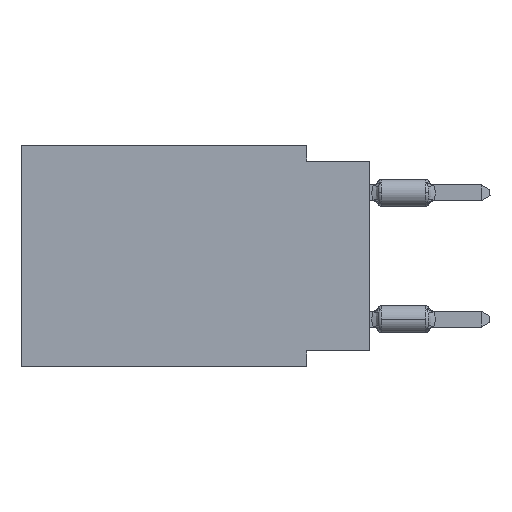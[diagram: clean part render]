
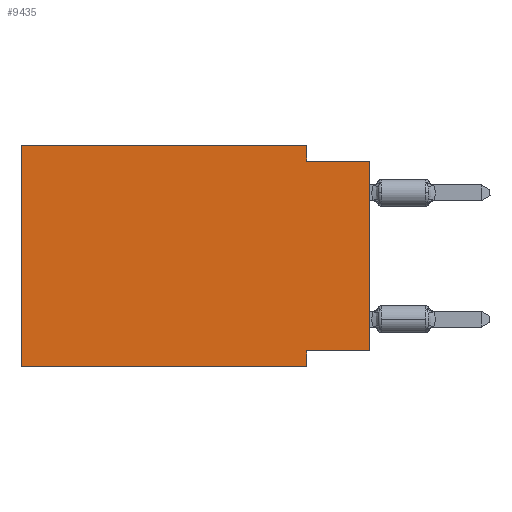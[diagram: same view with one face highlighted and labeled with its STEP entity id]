
A CAD part, left-side view. The second image highlights one B-rep face of the part: STEP entity #9435.
In plain terms, the highlighted planar face has unit normal (-1, 0, 0).
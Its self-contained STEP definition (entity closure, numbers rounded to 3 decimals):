
#444 = CARTESIAN_POINT ( 'NONE',  ( 0., 2.54, -8.89 ) ) ;
#486 = CARTESIAN_POINT ( 'NONE',  ( 0., 2.54, 0. ) ) ;
#728 = DIRECTION ( 'NONE',  ( 0., 0., -1. ) ) ;
#958 = LINE ( 'NONE', #4714, #17246 ) ;
#1753 = CARTESIAN_POINT ( 'NONE',  ( 0., 2.54, 0. ) ) ;
#1777 = VERTEX_POINT ( 'NONE', #27215 ) ;
#2455 = LINE ( 'NONE', #10644, #12822 ) ;
#3086 = CARTESIAN_POINT ( 'NONE',  ( 0., 13.97, 0. ) ) ;
#3569 = DIRECTION ( 'NONE',  ( 0., 0., 1. ) ) ;
#4332 = VERTEX_POINT ( 'NONE', #1753 ) ;
#4714 = CARTESIAN_POINT ( 'NONE',  ( 0., 2.54, -8.89 ) ) ;
#4860 = EDGE_CURVE ( 'NONE', #27261, #23674, #958, .T. ) ;
#4912 = EDGE_LOOP ( 'NONE', ( #14995, #17015, #18860, #9133, #20636, #21569, #5191, #19645 ) ) ;
#5191 = ORIENTED_EDGE ( 'NONE', *, *, #4860, .F. ) ;
#5226 = VERTEX_POINT ( 'NONE', #14665 ) ;
#5343 = VERTEX_POINT ( 'NONE', #24066 ) ;
#5424 = CARTESIAN_POINT ( 'NONE',  ( 0., 13.97, -8.89 ) ) ;
#6324 = DIRECTION ( 'NONE',  ( 0., 0., 1. ) ) ;
#6367 = VERTEX_POINT ( 'NONE', #3086 ) ;
#7205 = EDGE_CURVE ( 'NONE', #1777, #6367, #2455, .T. ) ;
#7305 = CARTESIAN_POINT ( 'NONE',  ( 0., 0., 0. ) ) ;
#8120 = CARTESIAN_POINT ( 'NONE',  ( 0., 0., -0.635 ) ) ;
#8431 = DIRECTION ( 'NONE',  ( 0., -1., 0. ) ) ;
#9133 = ORIENTED_EDGE ( 'NONE', *, *, #13048, .F. ) ;
#9435 = ADVANCED_FACE ( 'NONE', ( #19844 ), #11128, .F. ) ;
#10340 = EDGE_CURVE ( 'NONE', #24147, #5343, #26423, .T. ) ;
#10644 = CARTESIAN_POINT ( 'NONE',  ( 0., 13.97, 0. ) ) ;
#10647 = DIRECTION ( 'NONE',  ( 0., 1., 0. ) ) ;
#11128 = PLANE ( 'NONE',  #25759 ) ;
#11382 = DIRECTION ( 'NONE',  ( 0., -1., 0. ) ) ;
#12305 = VECTOR ( 'NONE', #11382, 1000. ) ;
#12822 = VECTOR ( 'NONE', #6324, 1000. ) ;
#12946 = LINE ( 'NONE', #486, #19190 ) ;
#13048 = EDGE_CURVE ( 'NONE', #6367, #4332, #23667, .T. ) ;
#13737 = LINE ( 'NONE', #5424, #12305 ) ;
#14440 = VECTOR ( 'NONE', #10647, 1000. ) ;
#14495 = LINE ( 'NONE', #8120, #20930 ) ;
#14665 = CARTESIAN_POINT ( 'NONE',  ( 0., 2.54, -0.635 ) ) ;
#14995 = ORIENTED_EDGE ( 'NONE', *, *, #10340, .T. ) ;
#16848 = DIRECTION ( 'NONE',  ( 0., -1., 0. ) ) ;
#17015 = ORIENTED_EDGE ( 'NONE', *, *, #25909, .F. ) ;
#17246 = VECTOR ( 'NONE', #25774, 1000. ) ;
#18048 = DIRECTION ( 'NONE',  ( 1., 0., 0. ) ) ;
#18752 = VECTOR ( 'NONE', #8431, 1000. ) ;
#18860 = ORIENTED_EDGE ( 'NONE', *, *, #26832, .F. ) ;
#19094 = LINE ( 'NONE', #25195, #14440 ) ;
#19190 = VECTOR ( 'NONE', #21947, 1000. ) ;
#19645 = ORIENTED_EDGE ( 'NONE', *, *, #25478, .F. ) ;
#19803 = CARTESIAN_POINT ( 'NONE',  ( 0., 2.54, -8.255 ) ) ;
#19844 = FACE_OUTER_BOUND ( 'NONE', #4912, .T. ) ;
#20354 = CARTESIAN_POINT ( 'NONE',  ( 0., 0., -8.255 ) ) ;
#20636 = ORIENTED_EDGE ( 'NONE', *, *, #7205, .F. ) ;
#20930 = VECTOR ( 'NONE', #16848, 1000. ) ;
#21569 = ORIENTED_EDGE ( 'NONE', *, *, #21970, .T. ) ;
#21947 = DIRECTION ( 'NONE',  ( 0., 0., -1. ) ) ;
#21970 = EDGE_CURVE ( 'NONE', #1777, #23674, #13737, .T. ) ;
#23255 = CARTESIAN_POINT ( 'NONE',  ( 0., 13.97, 0. ) ) ;
#23667 = LINE ( 'NONE', #23255, #18752 ) ;
#23674 = VERTEX_POINT ( 'NONE', #444 ) ;
#23868 = CARTESIAN_POINT ( 'NONE',  ( 0., 13.97, 0. ) ) ;
#24066 = CARTESIAN_POINT ( 'NONE',  ( 0., 0., -0.635 ) ) ;
#24147 = VERTEX_POINT ( 'NONE', #20354 ) ;
#25195 = CARTESIAN_POINT ( 'NONE',  ( 0., 0., -8.255 ) ) ;
#25478 = EDGE_CURVE ( 'NONE', #24147, #27261, #19094, .T. ) ;
#25759 = AXIS2_PLACEMENT_3D ( 'NONE', #23868, #18048, #728 ) ;
#25774 = DIRECTION ( 'NONE',  ( 0., 0., -1. ) ) ;
#25909 = EDGE_CURVE ( 'NONE', #5226, #5343, #14495, .T. ) ;
#26423 = LINE ( 'NONE', #7305, #26634 ) ;
#26634 = VECTOR ( 'NONE', #3569, 1000. ) ;
#26832 = EDGE_CURVE ( 'NONE', #4332, #5226, #12946, .T. ) ;
#27215 = CARTESIAN_POINT ( 'NONE',  ( 0., 13.97, -8.89 ) ) ;
#27261 = VERTEX_POINT ( 'NONE', #19803 ) ;
